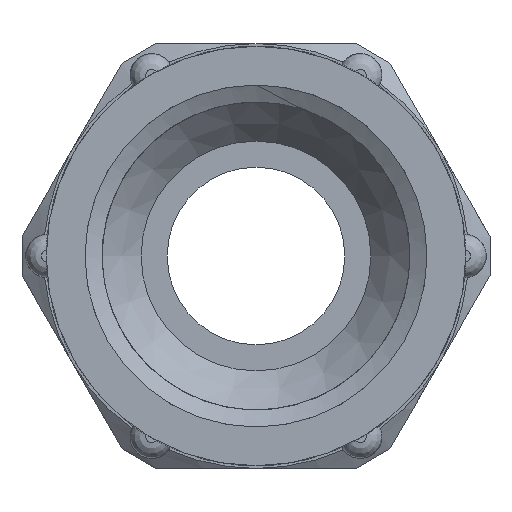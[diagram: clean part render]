
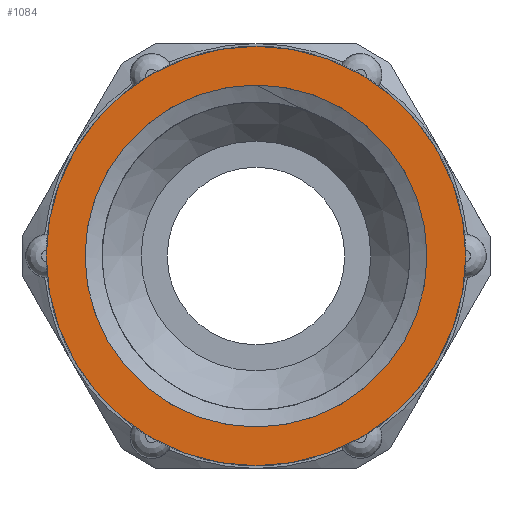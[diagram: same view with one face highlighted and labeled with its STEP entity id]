
A CAD part, left-side view. The second image highlights one B-rep face of the part: STEP entity #1084.
In plain terms, the highlighted planar face has unit normal (-1, 0, 0).
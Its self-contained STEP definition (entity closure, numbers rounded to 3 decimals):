
#46=FACE_BOUND('',#284,.T.);
#86=PLANE('',#1205);
#139=CIRCLE('',#1173,9.38);
#146=CIRCLE('',#1204,7.646);
#213=FACE_OUTER_BOUND('',#283,.T.);
#283=EDGE_LOOP('',(#998));
#284=EDGE_LOOP('',(#999));
#493=VERTEX_POINT('',#4298);
#523=VERTEX_POINT('',#4437);
#635=EDGE_CURVE('',#493,#493,#139,.T.);
#684=EDGE_CURVE('',#523,#523,#146,.T.);
#998=ORIENTED_EDGE('',*,*,#635,.F.);
#999=ORIENTED_EDGE('',*,*,#684,.T.);
#1084=ADVANCED_FACE('',(#213,#46),#86,.T.);
#1173=AXIS2_PLACEMENT_3D('',#4299,#1388,#1389);
#1204=AXIS2_PLACEMENT_3D('',#4438,#1474,#1475);
#1205=AXIS2_PLACEMENT_3D('',#4439,#1476,#1477);
#1388=DIRECTION('center_axis',(1.,0.,0.));
#1389=DIRECTION('ref_axis',(0.,0.,-1.));
#1474=DIRECTION('center_axis',(1.,0.,0.));
#1475=DIRECTION('ref_axis',(0.,0.,-1.));
#1476=DIRECTION('center_axis',(-1.,0.,0.));
#1477=DIRECTION('ref_axis',(0.,0.,1.));
#4298=CARTESIAN_POINT('',(-23.5,9.38,0.));
#4299=CARTESIAN_POINT('Origin',(-23.5,0.,0.));
#4437=CARTESIAN_POINT('',(-23.5,7.646,0.));
#4438=CARTESIAN_POINT('Origin',(-23.5,0.,0.));
#4439=CARTESIAN_POINT('Origin',(-23.5,9.38,0.));
